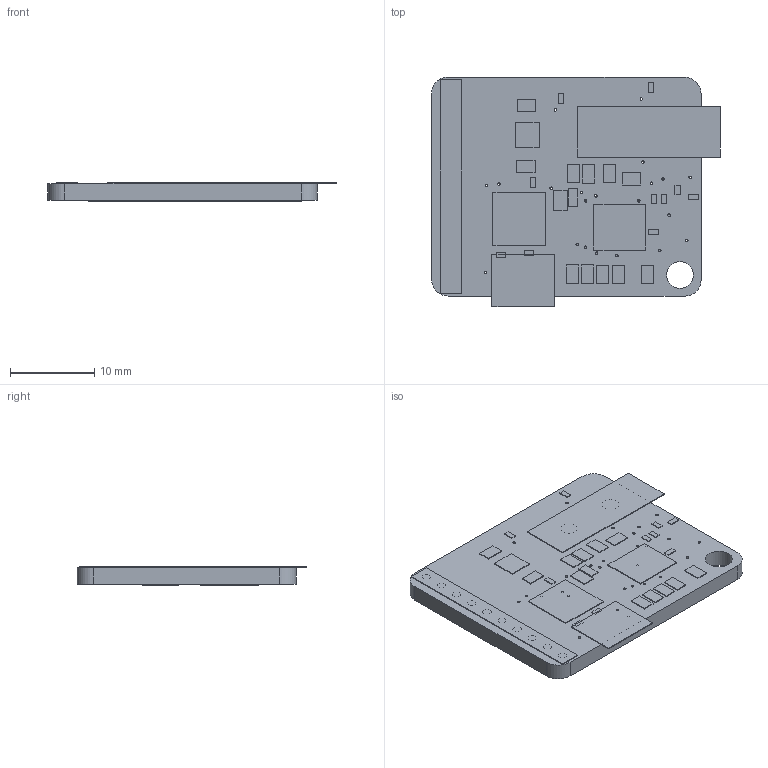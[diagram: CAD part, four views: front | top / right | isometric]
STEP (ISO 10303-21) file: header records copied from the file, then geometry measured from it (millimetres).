
FILE_DESCRIPTION(/* description */ (''),/* implementation_level */ '2;1');
FILE_NAME(/* name */ '9b173438-d36d-422f-88c4-9c38670996b7.stp',/* time_stamp */ '2019-01-31T21:04:37+00:00',/* author */ (''),/* organization */ (''),/* preprocessor_version */ 'ST-DEVELOPER v17.2',/* originating_system */ 'Autodesk Translation Framework v7.6.0.251',/* authorisation */ '');
FILE_SCHEMA (('AUTOMOTIVE_DESIGN { 1 0 10303 214 3 1 1 }'));
Length unit declared in the file: millimetre
Products named in the file (17): 9b173438-d36d-422f-88c4-9c38670996b7; PCB Component; Board; MAX30003CTI+; 10uF; TXB0108PWR; 1000pF; 0R; AP2112K-1.8V; MA10-1; AUDIO-JACK-3.5MM-SMD; PROTY-LOGO; PROTY_LOGO_WITH_TEXT; OSHW-LOGOS; CERT-SMALL-SILK; SIT1533; 1uF
Assembly tree (34 placements, depth 3):
  9b173438-d36d-422f-88c4-9c38670996b7
    PCB Component
      Board
      MAX30003CTI+
      10uF  x11
      TXB0108PWR
      1000pF  x5
      0R  x5
      AP2112K-1.8V
      MA10-1
      AUDIO-JACK-3.5MM-SMD
      PROTY-LOGO
      PROTY_LOGO_WITH_TEXT
      OSHW-LOGOS
      CERT-SMALL-SILK
      SIT1533
      1uF
Bounding box: 34.3 x 27.29 x 2.19 mm (x, y, z)
Volume: 1656.3 mm3; surface area: 3150.2 mm2
Topology: 33 solids, 33 shells, 243 faces, 531 edges, 354 vertices
Faces by surface type: plane 198, cylinder 45
Full cylindrical faces by diameter (mm): 0.3 x28, 1.016 x10, 2 x2, 3.2 x1
Entity records: 4763 total; most frequent: DIRECTION 777, CARTESIAN_POINT 711, ORIENTED_EDGE 630, EDGE_CURVE 315, AXIS2_PLACEMENT_3D 276, LINE 225, VECTOR 225, EDGE_LOOP 217
